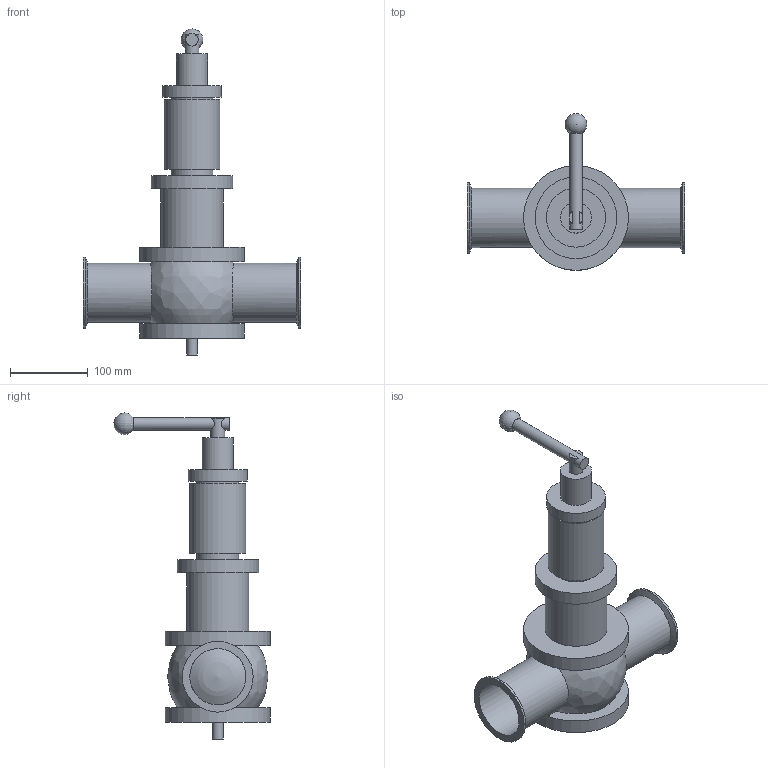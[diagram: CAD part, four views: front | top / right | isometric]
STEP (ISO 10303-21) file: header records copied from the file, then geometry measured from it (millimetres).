
FILE_DESCRIPTION(/* description */ (''),/* implementation_level */ '2;1');
FILE_NAME(/* name */ 'SVS2T06M_30_CXC.stp',/* time_stamp */ '2021-08-20T14:53:23+09:00',/* author */ ('nishioka'),/* organization */ (''),/* preprocessor_version */ 'ST-DEVELOPER v18.1',/* originating_system */ 'Autodesk Inventor 2021',/* authorisation */ '');
FILE_SCHEMA (('AUTOMOTIVE_DESIGN { 1 0 10303 214 3 1 1 }'));
Length unit declared in the file: millimetre
Products named in the file (1): SVS2T06M_30_CXC
Bounding box: 280 x 201.4 x 419.7 mm (x, y, z)
Volume: 2626391.9 mm3; surface area: 256599.6 mm2
Topology: 1 solids, 1 shells, 41 faces, 78 edges, 52 vertices
Faces by surface type: cylinder 18, plane 17, bspline 3, cone 2, sphere 1
Full cylindrical faces by diameter (mm): 13.8 x1, 16 x1, 18 x1, 40 x1, 54 x2, 72 x1, 72.3 x2, 76 x1, 76.3 x2, 80 x1, 91 x2, 105 x1, 135 x2
Entity records: 1380 total; most frequent: CARTESIAN_POINT 510, DIRECTION 179, ORIENTED_EDGE 152, AXIS2_PLACEMENT_3D 78, EDGE_CURVE 76, EDGE_LOOP 56, VERTEX_POINT 52, FACE_OUTER_BOUND 41
